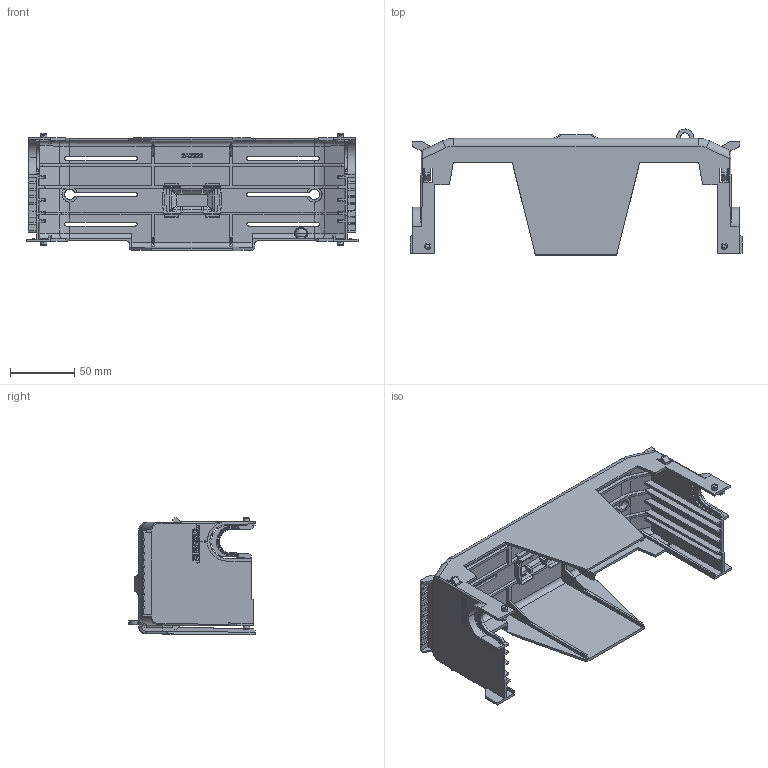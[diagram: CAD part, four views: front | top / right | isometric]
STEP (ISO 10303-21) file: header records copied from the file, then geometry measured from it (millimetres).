
FILE_DESCRIPTION (( 'STEP AP214' ), '1' );
FILE_NAME ('CVRI-RH-25400-1.step', '2018-05-09T19:23:40', ( '' ), ( '' ), 'SwSTEP 2.0', 'SolidWorks 2017', '' );
FILE_SCHEMA (( 'AUTOMOTIVE_DESIGN' ));
Length unit declared in the file: inch
Products named in the file (1): CVRI-RH-25400-1
Bounding box: 257.64 x 97.87 x 91.27 mm (x, y, z)
Volume: 127462.1 mm3; surface area: 133913.3 mm2
Topology: 1 solids, 1 shells, 2380 faces, 6570 edges, 4337 vertices
Faces by surface type: plane 1598, bspline 598, cylinder 106, cone 78
Entity records: 106972 total; most frequent: CARTESIAN_POINT 50741, ORIENTED_EDGE 13132, DIRECTION 8968, EDGE_CURVE 6566, LINE 4918, VECTOR 4918, VERTEX_POINT 4337, EDGE_LOOP 2567
